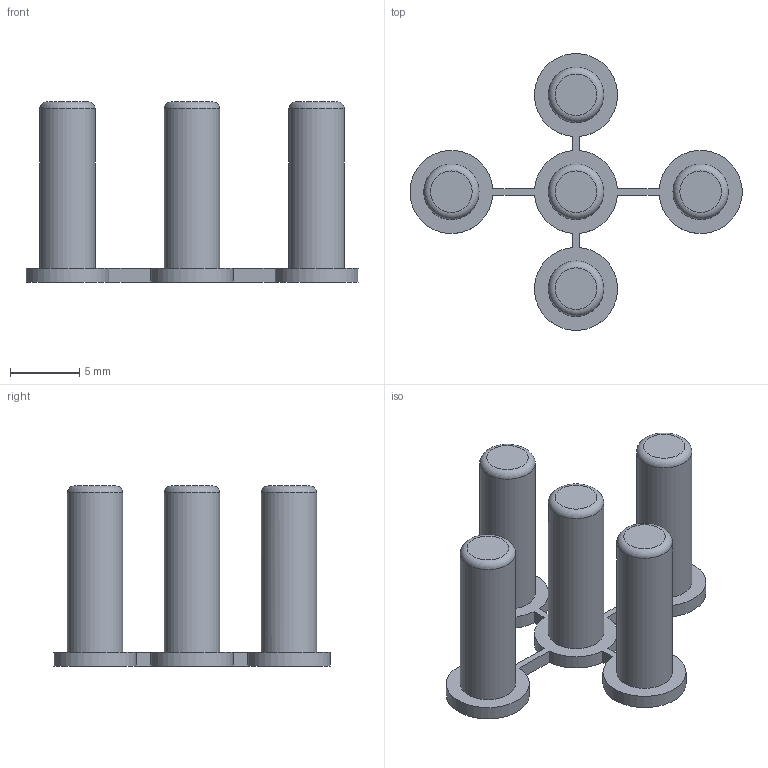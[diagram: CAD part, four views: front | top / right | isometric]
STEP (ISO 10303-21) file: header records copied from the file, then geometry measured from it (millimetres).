
FILE_DESCRIPTION(/* description */ ('','CAx-IF Rec.Pracs.---Representation and Presentation of Product Manufacturing Information (PMI)---4.0---2014-10-13'),/* implementation_level */ '2;1');
FILE_NAME(/* name */ 'Tools Pulsadores editado.step',/* time_stamp */ '2023-11-28T23:18:13+01:00',/* author */ ('Familia CS'),/* organization */ (''),/* preprocessor_version */ 'ST-DEVELOPER v17',/* originating_system */ 'Autodesk Inventor 2019',/* authorisation */ '');
FILE_SCHEMA (('AP242_MANAGED_MODEL_BASED_3D_ENGINEERING_MIM_LF { 1 0 10303 442 1 1 4 }'));
Length unit declared in the file: millimetre
Products named in the file (1): Tools Pulsadores editado
Bounding box: 23.98 x 19.98 x 13 mm (x, y, z)
Volume: 833.4 mm3; surface area: 1200 mm2
Topology: 6 solids, 6 shells, 43 faces, 153 edges, 130 vertices
Faces by surface type: plane 20, cylinder 18, torus 5
Full cylindrical faces by diameter (mm): 4 x10
Entity records: 1798 total; most frequent: DIRECTION 370, CARTESIAN_POINT 302, ORIENTED_EDGE 206, AXIS2_PLACEMENT_3D 168, CIRCLE 103, EDGE_CURVE 103, VERTEX_POINT 72, STYLED_ITEM 61
